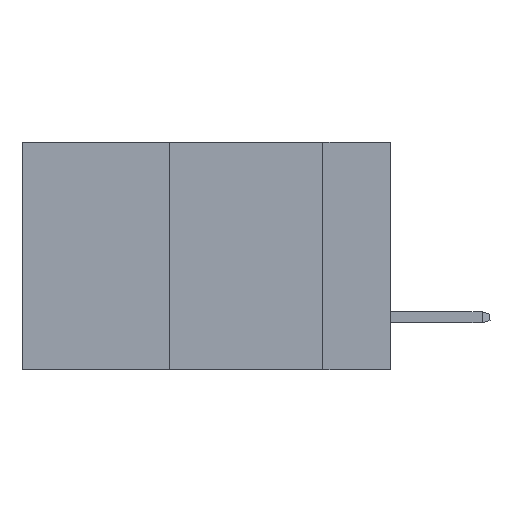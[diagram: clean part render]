
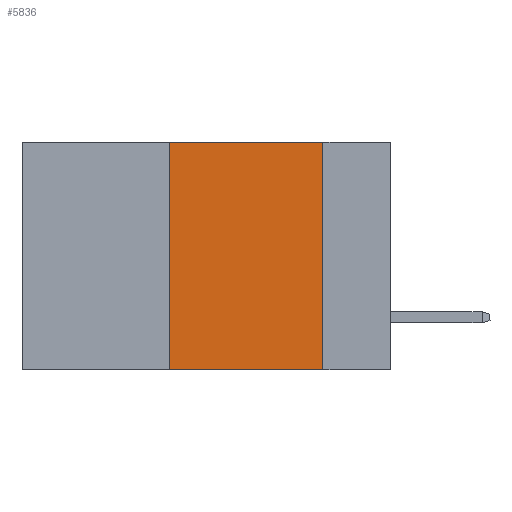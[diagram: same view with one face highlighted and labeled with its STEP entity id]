
A CAD part, left-side view. The second image highlights one B-rep face of the part: STEP entity #5836.
In plain terms, the highlighted planar face has unit normal (-1, 0, 0).
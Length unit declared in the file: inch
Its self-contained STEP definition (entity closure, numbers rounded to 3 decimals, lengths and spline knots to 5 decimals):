
#497 = CARTESIAN_POINT ( 'NONE',  ( 0., 0.11, -0.37 ) ) ;
#517 = EDGE_CURVE ( 'NONE', #776, #10185, #7009, .T. ) ;
#776 = VERTEX_POINT ( 'NONE', #5622 ) ;
#836 = ORIENTED_EDGE ( 'NONE', *, *, #517, .T. ) ;
#1327 = PLANE ( 'NONE',  #4763 ) ;
#2291 = DIRECTION ( 'NONE',  ( 1., 0., 0. ) ) ;
#2514 = CARTESIAN_POINT ( 'NONE',  ( 0., 0.6, -0.37 ) ) ;
#2637 = VERTEX_POINT ( 'NONE', #8858 ) ;
#2763 = EDGE_CURVE ( 'NONE', #776, #2637, #2959, .T. ) ;
#2953 = EDGE_CURVE ( 'NONE', #2637, #5798, #11416, .T. ) ;
#2959 = LINE ( 'NONE', #5419, #8025 ) ;
#3015 = DIRECTION ( 'NONE',  ( 0., -1., 0. ) ) ;
#3413 = ORIENTED_EDGE ( 'NONE', *, *, #2953, .F. ) ;
#3604 = EDGE_CURVE ( 'NONE', #5798, #10185, #9054, .T. ) ;
#3835 = DIRECTION ( 'NONE',  ( 0., 0., -1. ) ) ;
#4199 = VECTOR ( 'NONE', #8104, 39.37008 ) ;
#4763 = AXIS2_PLACEMENT_3D ( 'NONE', #10378, #2291, #3835 ) ;
#4965 = VECTOR ( 'NONE', #3015, 39.37008 ) ;
#5419 = CARTESIAN_POINT ( 'NONE',  ( 0., 0.36, 0. ) ) ;
#5454 = CARTESIAN_POINT ( 'NONE',  ( 0., 0.11, 0. ) ) ;
#5622 = CARTESIAN_POINT ( 'NONE',  ( 0., 0.36, -0.37 ) ) ;
#5798 = VERTEX_POINT ( 'NONE', #7445 ) ;
#5836 = ADVANCED_FACE ( 'NONE', ( #5946 ), #1327, .F. ) ;
#5946 = FACE_OUTER_BOUND ( 'NONE', #8817, .T. ) ;
#7009 = LINE ( 'NONE', #2514, #7067 ) ;
#7067 = VECTOR ( 'NONE', #10668, 39.37008 ) ;
#7445 = CARTESIAN_POINT ( 'NONE',  ( 0., 0.11, 0. ) ) ;
#7687 = ORIENTED_EDGE ( 'NONE', *, *, #3604, .F. ) ;
#7836 = CARTESIAN_POINT ( 'NONE',  ( 0., 0.6, 0. ) ) ;
#8025 = VECTOR ( 'NONE', #8432, 39.37008 ) ;
#8104 = DIRECTION ( 'NONE',  ( 0., 0., -1. ) ) ;
#8432 = DIRECTION ( 'NONE',  ( 0., 0., 1. ) ) ;
#8568 = ORIENTED_EDGE ( 'NONE', *, *, #2763, .F. ) ;
#8817 = EDGE_LOOP ( 'NONE', ( #7687, #3413, #8568, #836 ) ) ;
#8858 = CARTESIAN_POINT ( 'NONE',  ( 0., 0.36, 0. ) ) ;
#9054 = LINE ( 'NONE', #5454, #4199 ) ;
#10185 = VERTEX_POINT ( 'NONE', #497 ) ;
#10378 = CARTESIAN_POINT ( 'NONE',  ( 0., 0.6, 0. ) ) ;
#10668 = DIRECTION ( 'NONE',  ( 0., -1., 0. ) ) ;
#11416 = LINE ( 'NONE', #7836, #4965 ) ;
